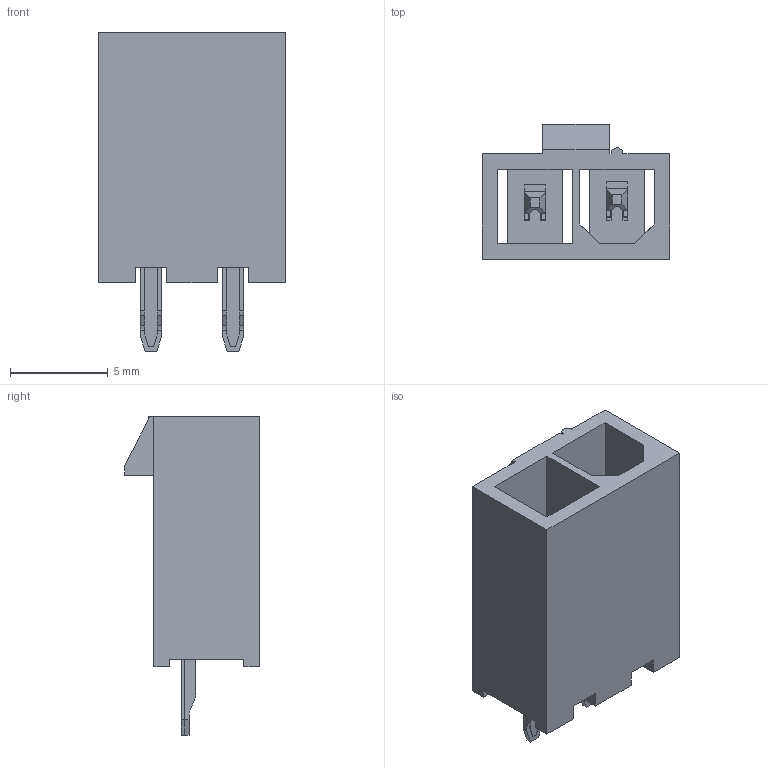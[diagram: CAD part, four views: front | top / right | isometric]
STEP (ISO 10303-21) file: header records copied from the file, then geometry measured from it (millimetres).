
FILE_DESCRIPTION(/* description */ ('Unknown'),/* implementation_level */ '2;1');
FILE_NAME(/* name */ '64900211122',/* time_stamp */ '2019-08-02T09:12:43+02:00',/* author */ ('Unknown'),/* organization */ ('Unknown'),/* preprocessor_version */ 'ST-DEVELOPER v16.7',/* originating_system */ 'DEX',/* authorisation */ $);
FILE_SCHEMA (('AUTOMOTIVE_DESIGN {1 0 10303 214 3 1 1}'));
Length unit declared in the file: millimetre
Products named in the file (3): 6490xx11122; 64900211122; 6490xx11122_PIN
Assembly tree (3 placements, depth 2):
  6490xx11122
    64900211122
    6490xx11122_PIN  x2
Bounding box: 9.6 x 6.9 x 16.3 mm (x, y, z)
Volume: 374.9 mm3; surface area: 1043.8 mm2
Topology: 3 solids, 3 shells, 229 faces, 669 edges, 440 vertices
Faces by surface type: plane 172, cylinder 57
Entity records: 5091 total; most frequent: CARTESIAN_POINT 896, ORIENTED_EDGE 894, DIRECTION 815, EDGE_CURVE 447, LINE 389, VECTOR 389, VERTEX_POINT 294, AXIS2_PLACEMENT_3D 213
